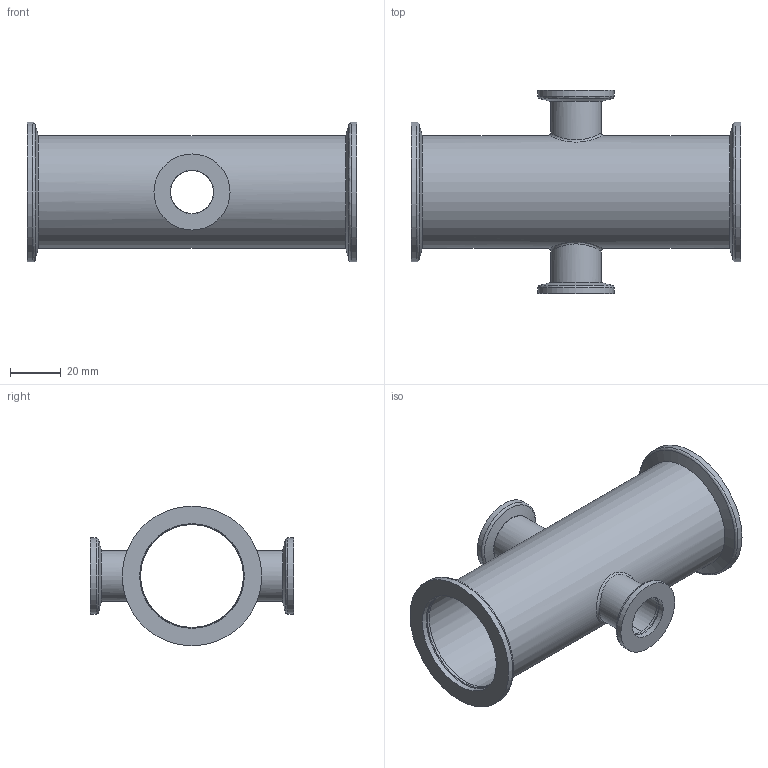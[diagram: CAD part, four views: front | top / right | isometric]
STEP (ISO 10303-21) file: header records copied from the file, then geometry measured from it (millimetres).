
FILE_DESCRIPTION (( 'STEP AP214' ), '1' );
FILE_NAME ('FULLVAC XR41KF4016.STEP', '2019-04-17T12:40:28', ( '' ), ( '' ), 'SwSTEP 2.0', 'SolidWorks 2017', '' );
FILE_SCHEMA (( 'AUTOMOTIVE_DESIGN' ));
Length unit declared in the file: millimetre
Products named in the file (4): FULLVAC XR41KF4016; 2^FULLVAC XR41KF4016; 1^FULLVAC XR41KF4016; 3^FULLVAC XR41KF4016
Assembly tree (5 placements, depth 2):
  FULLVAC XR41KF4016
    1^FULLVAC XR41KF4016
    2^FULLVAC XR41KF4016  x2
    3^FULLVAC XR41KF4016  x2
Bounding box: 130 x 80 x 55 mm (x, y, z)
Volume: 45430.5 mm3; surface area: 45986.3 mm2
Topology: 5 solids, 5 shells, 54 faces, 120 edges, 80 vertices
Faces by surface type: cylinder 22, plane 16, bspline 12, cone 4
Full cylindrical faces by diameter (mm): 17 x4, 17.2 x2, 20 x2, 20.2 x2, 30 x2, 40.5 x3, 41.2 x2, 44.5 x1, 44.7 x2, 55 x2
Entity records: 3428 total; most frequent: CARTESIAN_POINT 2329, DIRECTION 122, EDGE_LOOP 72, ORIENTED_EDGE 72, AXIS2_PLACEMENT_3D 61, FACE_OUTER_BOUND 56, UNCERTAINTY_MEASURE_WITH_UNIT 44, FILL_AREA_STYLE 40
